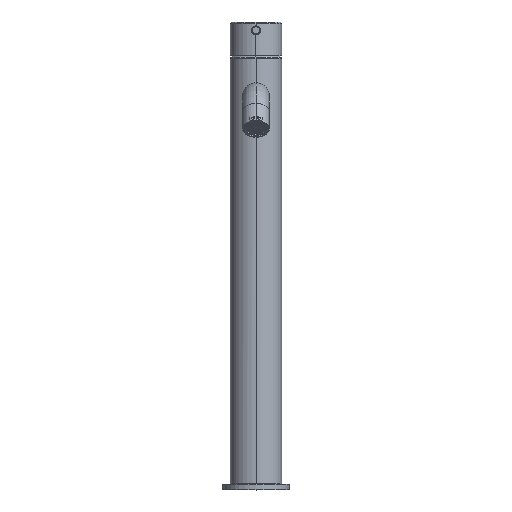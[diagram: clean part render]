
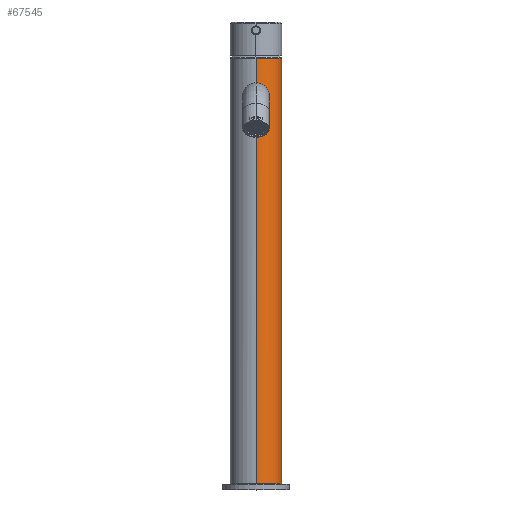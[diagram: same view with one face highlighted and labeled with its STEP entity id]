
A CAD part, top view. The second image highlights one B-rep face of the part: STEP entity #67545.
In plain terms, the highlighted cylindrical face has radius 17.5 mm (diameter 35 mm), a partial arc.
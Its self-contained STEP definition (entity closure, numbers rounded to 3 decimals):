
#18723=CARTESIAN_POINT('',(0.,0.,0.));
#18724=DIRECTION('',(0.,1.,0.));
#18725=DIRECTION('',(0.,0.,1.));
#18726=AXIS2_PLACEMENT_3D('',#18723,#18724,#18725);
#18728=CARTESIAN_POINT('',(0.,253.6,17.5));
#18729=CARTESIAN_POINT('',(0.11,253.6,17.5));
#18730=CARTESIAN_POINT('',(0.33,253.604,
17.498));
#18731=CARTESIAN_POINT('',(0.659,253.622,
17.489));
#18732=CARTESIAN_POINT('',(0.988,253.652,
17.473));
#18733=CARTESIAN_POINT('',(1.317,253.695,17.451));
#18734=CARTESIAN_POINT('',(1.645,253.749,17.424));
#18735=CARTESIAN_POINT('',(1.972,253.817,17.39));
#18736=CARTESIAN_POINT('',(2.298,253.896,17.349));
#18737=CARTESIAN_POINT('',(2.623,253.988,17.303));
#18738=CARTESIAN_POINT('',(2.946,254.094,17.251));
#18739=CARTESIAN_POINT('',(3.267,254.212,17.193));
#18740=CARTESIAN_POINT('',(3.586,254.343,17.13));
#18741=CARTESIAN_POINT('',(3.902,254.487,17.061));
#18742=CARTESIAN_POINT('',(4.214,254.645,16.986));
#18743=CARTESIAN_POINT('',(4.523,254.816,16.906));
#18744=CARTESIAN_POINT('',(4.826,255.001,16.822));
#18745=CARTESIAN_POINT('',(5.125,255.199,16.734));
#18746=CARTESIAN_POINT('',(5.417,255.41,16.641));
#18747=CARTESIAN_POINT('',(5.702,255.634,16.546));
#18748=CARTESIAN_POINT('',(5.979,255.87,16.448));
#18749=CARTESIAN_POINT('',(6.247,256.118,16.348));
#18750=CARTESIAN_POINT('',(6.506,256.378,16.246));
#18751=CARTESIAN_POINT('',(6.754,256.648,16.145));
#18752=CARTESIAN_POINT('',(6.99,256.927,16.044));
#18753=CARTESIAN_POINT('',(7.215,257.216,15.944));
#18754=CARTESIAN_POINT('',(7.426,257.511,15.847));
#18755=CARTESIAN_POINT('',(7.625,257.814,15.752));
#18756=CARTESIAN_POINT('',(7.809,258.121,15.661));
#18757=CARTESIAN_POINT('',(7.98,258.433,15.575));
#18758=CARTESIAN_POINT('',(8.137,258.749,15.494));
#18759=CARTESIAN_POINT('',(8.28,259.067,15.418));
#18760=CARTESIAN_POINT('',(8.409,259.386,15.347));
#18761=CARTESIAN_POINT('',(8.525,259.707,15.283));
#18762=CARTESIAN_POINT('',(8.627,260.029,15.226));
#18763=CARTESIAN_POINT('',(8.717,260.351,15.175));
#18764=CARTESIAN_POINT('',(8.793,260.673,15.13));
#18765=CARTESIAN_POINT('',(8.858,260.995,15.093));
#18766=CARTESIAN_POINT('',(8.91,261.316,15.062));
#18767=CARTESIAN_POINT('',(8.95,261.637,15.038));
#18768=CARTESIAN_POINT('',(8.979,261.958,15.021));
#18769=CARTESIAN_POINT('',(8.996,262.279,15.011));
#18770=CARTESIAN_POINT('',(9.002,262.6,15.007));
#18771=CARTESIAN_POINT('',(8.996,262.921,15.011));
#18772=CARTESIAN_POINT('',(8.979,263.242,15.021));
#18773=CARTESIAN_POINT('',(8.95,263.563,15.038));
#18774=CARTESIAN_POINT('',(8.91,263.884,15.062));
#18775=CARTESIAN_POINT('',(8.858,264.205,15.093));
#18776=CARTESIAN_POINT('',(8.793,264.527,15.13));
#18777=CARTESIAN_POINT('',(8.717,264.849,15.175));
#18778=CARTESIAN_POINT('',(8.627,265.171,15.226));
#18779=CARTESIAN_POINT('',(8.525,265.493,15.283));
#18780=CARTESIAN_POINT('',(8.409,265.814,15.347));
#18781=CARTESIAN_POINT('',(8.28,266.133,15.418));
#18782=CARTESIAN_POINT('',(8.137,266.451,15.494));
#18783=CARTESIAN_POINT('',(7.98,266.767,15.575));
#18784=CARTESIAN_POINT('',(7.809,267.079,15.661));
#18785=CARTESIAN_POINT('',(7.625,267.386,15.752));
#18786=CARTESIAN_POINT('',(7.426,267.689,15.847));
#18787=CARTESIAN_POINT('',(7.215,267.984,15.944));
#18788=CARTESIAN_POINT('',(6.99,268.273,16.044));
#18789=CARTESIAN_POINT('',(6.754,268.552,16.145));
#18790=CARTESIAN_POINT('',(6.506,268.822,16.246));
#18791=CARTESIAN_POINT('',(6.247,269.082,16.348));
#18792=CARTESIAN_POINT('',(5.979,269.33,16.448));
#18793=CARTESIAN_POINT('',(5.702,269.566,16.546));
#18794=CARTESIAN_POINT('',(5.417,269.79,16.641));
#18795=CARTESIAN_POINT('',(5.125,270.001,16.734));
#18796=CARTESIAN_POINT('',(4.826,270.199,16.822));
#18797=CARTESIAN_POINT('',(4.523,270.384,16.907));
#18798=CARTESIAN_POINT('',(4.214,270.555,16.986));
#18799=CARTESIAN_POINT('',(3.902,270.713,17.061));
#18800=CARTESIAN_POINT('',(3.586,270.857,17.13));
#18801=CARTESIAN_POINT('',(3.267,270.988,17.193));
#18802=CARTESIAN_POINT('',(2.946,271.106,17.251));
#18803=CARTESIAN_POINT('',(2.623,271.212,17.303));
#18804=CARTESIAN_POINT('',(2.298,271.304,17.35));
#18805=CARTESIAN_POINT('',(1.972,271.383,17.39));
#18806=CARTESIAN_POINT('',(1.645,271.451,17.424));
#18807=CARTESIAN_POINT('',(1.317,271.505,17.451));
#18808=CARTESIAN_POINT('',(0.988,271.548,
17.473));
#18809=CARTESIAN_POINT('',(0.659,271.578,
17.489));
#18810=CARTESIAN_POINT('',(0.33,271.596,
17.498));
#18811=CARTESIAN_POINT('',(0.11,271.6,17.5));
#18812=CARTESIAN_POINT('',(0.,271.6,17.5));
#21278=CARTESIAN_POINT('',(0.,288.6,0.));
#21279=DIRECTION('',(0.,1.,0.));
#21280=DIRECTION('',(0.,0.,1.));
#21281=AXIS2_PLACEMENT_3D('',#21278,#21279,#21280);
#21298=DIRECTION('',(0.,1.,0.));
#21299=VECTOR('',#21298,288.6);
#21300=CARTESIAN_POINT('',(0.,0.,-17.5));
#21301=LINE('',#21300,#21299);
#21302=DIRECTION('',(0.,1.,0.));
#21303=VECTOR('',#21302,17.);
#21304=CARTESIAN_POINT('',(0.,271.6,17.5));
#21305=LINE('',#21304,#21303);
#21392=DIRECTION('',(0.,1.,0.));
#21393=VECTOR('',#21392,253.6);
#21394=CARTESIAN_POINT('',(0.,0.,17.5));
#21395=LINE('',#21394,#21393);
#44658=CARTESIAN_POINT('',(0.,288.6,17.5));
#44659=CARTESIAN_POINT('',(0.,288.6,-17.5));
#44660=VERTEX_POINT('',#44658);
#44661=VERTEX_POINT('',#44659);
#44828=VERTEX_POINT('',#18728);
#44829=VERTEX_POINT('',#18812);
#44940=CARTESIAN_POINT('',(0.,0.,17.5));
#44941=CARTESIAN_POINT('',(0.,0.,-17.5));
#44942=VERTEX_POINT('',#44940);
#44943=VERTEX_POINT('',#44941);
#67527=CARTESIAN_POINT('',(0.,152.39,0.));
#67528=DIRECTION('',(0.,1.,0.));
#67529=DIRECTION('',(0.,0.,1.));
#67530=AXIS2_PLACEMENT_3D('',#67527,#67528,#67529);
#67531=CYLINDRICAL_SURFACE('',#67530,17.5);
#67533=ORIENTED_EDGE('',*,*,#67532,.F.);
#67535=ORIENTED_EDGE('',*,*,#67534,.T.);
#67536=ORIENTED_EDGE('',*,*,#67513,.T.);
#67538=ORIENTED_EDGE('',*,*,#67537,.T.);
#67540=ORIENTED_EDGE('',*,*,#67539,.T.);
#67542=ORIENTED_EDGE('',*,*,#67541,.F.);
#67543=EDGE_LOOP('',(#67533,#67535,#67536,#67538,#67540,#67542));
#67544=FACE_OUTER_BOUND('',#67543,.F.);
#67545=ADVANCED_FACE('',(#67544),#67531,.T.);
#18727=CIRCLE('',#18726,17.5);
#18813=B_SPLINE_CURVE_WITH_KNOTS('',3,(#18728,#18729,#18730,#18731,#18732,
#18733,#18734,#18735,#18736,#18737,#18738,#18739,#18740,#18741,#18742,#18743,
#18744,#18745,#18746,#18747,#18748,#18749,#18750,#18751,#18752,#18753,#18754,
#18755,#18756,#18757,#18758,#18759,#18760,#18761,#18762,#18763,#18764,#18765,
#18766,#18767,#18768,#18769,#18770,#18771,#18772,#18773,#18774,#18775,#18776,
#18777,#18778,#18779,#18780,#18781,#18782,#18783,#18784,#18785,#18786,#18787,
#18788,#18789,#18790,#18791,#18792,#18793,#18794,#18795,#18796,#18797,#18798,
#18799,#18800,#18801,#18802,#18803,#18804,#18805,#18806,#18807,#18808,#18809,
#18810,#18811,#18812),.UNSPECIFIED.,.F.,.F.,(4,1,1,1,1,1,1,1,1,1,1,1,1,1,1,1,1,
1,1,1,1,1,1,1,1,1,1,1,1,1,1,1,1,1,1,1,1,1,1,1,1,1,1,1,1,1,1,1,1,1,1,1,1,1,1,1,1,
1,1,1,1,1,1,1,1,1,1,1,1,1,1,1,1,1,1,1,1,1,1,1,1,1,4),(0.,0.012,
0.024,0.037,0.049,0.061,
0.073,0.085,0.098,0.11,
0.122,0.134,0.146,0.159,
0.171,0.183,0.195,0.207,
0.22,0.232,0.244,0.256,
0.268,0.28,0.293,0.305,
0.317,0.329,0.341,0.354,
0.366,0.378,0.39,0.402,
0.415,0.427,0.439,0.451,
0.463,0.476,0.488,0.5,0.512,
0.524,0.537,0.549,0.561,
0.573,0.585,0.598,0.61,
0.622,0.634,0.646,0.659,
0.671,0.683,0.695,0.707,
0.72,0.732,0.744,0.756,
0.768,0.78,0.793,0.805,
0.817,0.829,0.841,0.854,
0.866,0.878,0.89,0.902,
0.915,0.927,0.939,0.951,
0.963,0.976,0.988,1.),.UNSPECIFIED.);
#21282=CIRCLE('',#21281,17.5);
#67513=EDGE_CURVE('',#44828,#44829,#18813,.T.);
#67532=EDGE_CURVE('',#44942,#44943,#18727,.T.);
#67534=EDGE_CURVE('',#44942,#44828,#21395,.T.);
#67537=EDGE_CURVE('',#44829,#44660,#21305,.T.);
#67539=EDGE_CURVE('',#44660,#44661,#21282,.T.);
#67541=EDGE_CURVE('',#44943,#44661,#21301,.T.);
